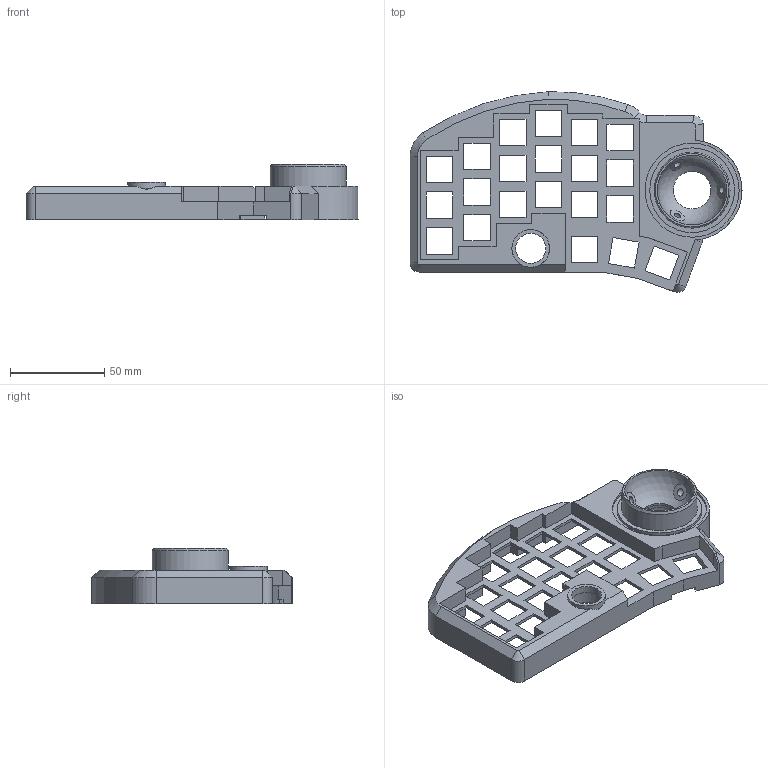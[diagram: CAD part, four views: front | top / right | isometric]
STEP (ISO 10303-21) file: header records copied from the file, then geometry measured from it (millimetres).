
FILE_DESCRIPTION(/* description */ (''),/* implementation_level */ '2;1');
FILE_NAME(/* name */ 'xi-6-mx-tr-ec-3wt-left.step',/* time_stamp */ '2023-03-26T23:02:12-07:00',/* author */ (''),/* organization */ (''),/* preprocessor_version */ 'ST-DEVELOPER v19.2',/* originating_system */ 'Autodesk Translation Framework v11.17.0.187',/* authorisation */ '');
FILE_SCHEMA (('AUTOMOTIVE_DESIGN { 1 0 10303 214 3 1 1 }'));
Length unit declared in the file: millimetre
Products named in the file (1): FusionComponent
Bounding box: 176.35 x 106.58 x 29.74 mm (x, y, z)
Volume: 76382.2 mm3; surface area: 43910.9 mm2
Topology: 1 solids, 1 shells, 229 faces, 631 edges, 414 vertices
Faces by surface type: plane 178, cylinder 37, cone 10, sphere 4
Full cylindrical faces by diameter (mm): 3.3 x5, 3.5 x2, 5.5 x1, 16 x1, 20 x3, 30 x1, 40.3 x2, 45 x1, 50 x1
Entity records: 7360 total; most frequent: CARTESIAN_POINT 1320, ORIENTED_EDGE 1254, DIRECTION 1185, EDGE_CURVE 627, LINE 507, VECTOR 507, VERTEX_POINT 414, AXIS2_PLACEMENT_3D 339
